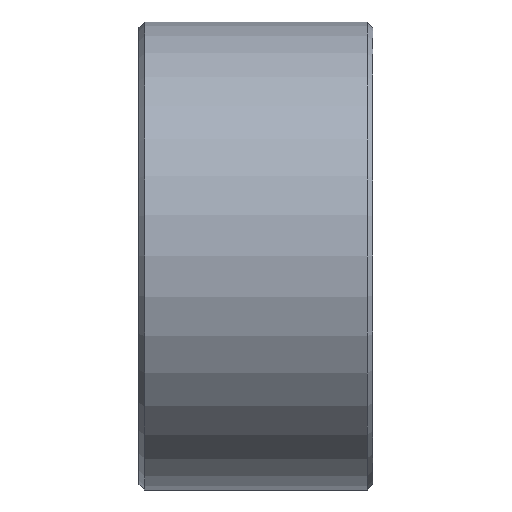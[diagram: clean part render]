
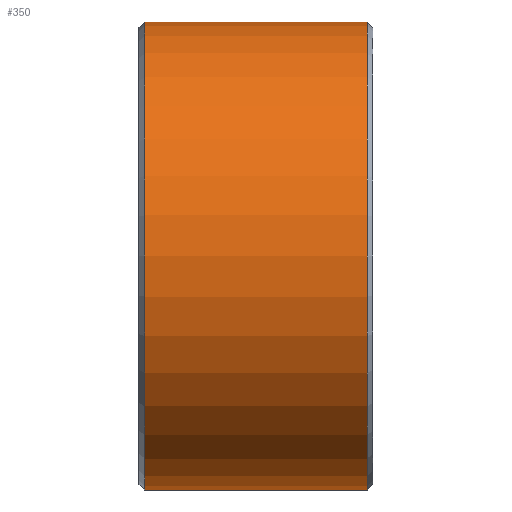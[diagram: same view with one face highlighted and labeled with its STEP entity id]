
A CAD part, left-side view. The second image highlights one B-rep face of the part: STEP entity #350.
In plain terms, the highlighted cylindrical face has radius 31.75 mm (diameter 63.5 mm), a partial arc.
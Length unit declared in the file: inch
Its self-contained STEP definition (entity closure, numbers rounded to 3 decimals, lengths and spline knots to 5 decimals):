
#20=CYLINDRICAL_SURFACE('',#405,1.25);
#32=CIRCLE('',#385,1.25);
#40=CIRCLE('',#402,1.25);
#61=FACE_OUTER_BOUND('',#88,.T.);
#88=EDGE_LOOP('',(#292,#293,#294,#295));
#110=LINE('',#548,#140);
#123=LINE('',#591,#153);
#140=VECTOR('',#444,0.3937);
#153=VECTOR('',#493,0.3937);
#163=VERTEX_POINT('',#531);
#165=VERTEX_POINT('',#537);
#167=VERTEX_POINT('',#546);
#179=VERTEX_POINT('',#580);
#195=EDGE_CURVE('',#165,#163,#32,.T.);
#200=EDGE_CURVE('',#165,#167,#110,.T.);
#219=EDGE_CURVE('',#179,#167,#40,.T.);
#221=EDGE_CURVE('',#163,#179,#123,.T.);
#292=ORIENTED_EDGE('',*,*,#195,.F.);
#293=ORIENTED_EDGE('',*,*,#200,.T.);
#294=ORIENTED_EDGE('',*,*,#219,.F.);
#295=ORIENTED_EDGE('',*,*,#221,.F.);
#350=ADVANCED_FACE('',(#61),#20,.T.);
#385=AXIS2_PLACEMENT_3D('',#539,#434,#435);
#402=AXIS2_PLACEMENT_3D('',#586,#484,#485);
#405=AXIS2_PLACEMENT_3D('',#590,#491,#492);
#434=DIRECTION('center_axis',(0.,-1.,0.));
#435=DIRECTION('ref_axis',(-1.,0.,0.));
#444=DIRECTION('',(0.,1.,0.));
#484=DIRECTION('center_axis',(0.,1.,0.));
#485=DIRECTION('ref_axis',(-1.,0.,0.));
#491=DIRECTION('center_axis',(0.,1.,0.));
#492=DIRECTION('ref_axis',(-1.,0.,0.));
#493=DIRECTION('',(0.,1.,0.));
#531=CARTESIAN_POINT('',(0.,-0.96875,-1.25));
#537=CARTESIAN_POINT('',(0.,-0.96875,1.25));
#539=CARTESIAN_POINT('Origin',(0.,-0.96875,0.));
#546=CARTESIAN_POINT('',(0.,0.21875,1.25));
#548=CARTESIAN_POINT('',(0.,0.,1.25));
#580=CARTESIAN_POINT('',(0.,0.21875,-1.25));
#586=CARTESIAN_POINT('Origin',(0.,0.21875,0.));
#590=CARTESIAN_POINT('Origin',(0.,0.,0.));
#591=CARTESIAN_POINT('',(0.,0.,-1.25));
